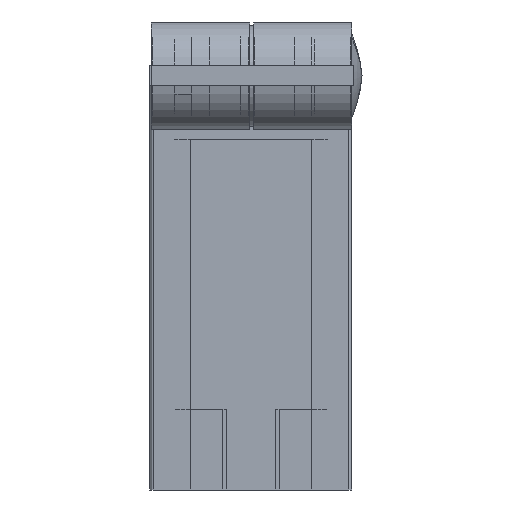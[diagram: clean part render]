
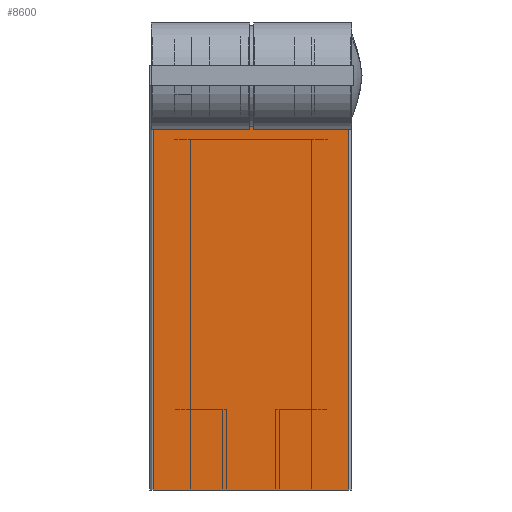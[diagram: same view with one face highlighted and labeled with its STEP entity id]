
A CAD part, left-side view. The second image highlights one B-rep face of the part: STEP entity #8600.
In plain terms, the highlighted planar face has unit normal (-1, 0, 0).
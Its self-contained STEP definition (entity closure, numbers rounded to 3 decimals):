
#13 = VERTEX_POINT ( 'NONE', #8988 ) ;
#588 = AXIS2_PLACEMENT_3D ( 'NONE', #6050, #6060, #6061 ) ;
#754 = EDGE_CURVE ( 'NONE', #6139, #6136, #11018, .T. ) ;
#1107 = DIRECTION ( 'NONE',  ( 0., 0., 1. ) ) ;
#1111 = CARTESIAN_POINT ( 'NONE',  ( -10., 0., -14.5 ) ) ;
#1113 = DIRECTION ( 'NONE',  ( 0., -1., 0. ) ) ;
#1115 = CARTESIAN_POINT ( 'NONE',  ( -10., 60., 14.5 ) ) ;
#1117 = DIRECTION ( 'NONE',  ( 0., 0., 1. ) ) ;
#1125 = CARTESIAN_POINT ( 'NONE',  ( -10., 60., -14.5 ) ) ;
#3721 = EDGE_CURVE ( 'NONE', #6139, #6141, #6226, .T. ) ;
#3722 = EDGE_CURVE ( 'NONE', #6141, #13, #6232, .T. ) ;
#3723 = EDGE_CURVE ( 'NONE', #6136, #13, #6234, .T. ) ;
#4788 = FACE_OUTER_BOUND ( 'NONE', #11285, .T. ) ;
#6050 = CARTESIAN_POINT ( 'NONE',  ( -10., 60., -14.5 ) ) ;
#6057 = PLANE ( 'NONE',  #588 ) ;
#6060 = DIRECTION ( 'NONE',  ( 1., 0., 0. ) ) ;
#6061 = DIRECTION ( 'NONE',  ( 0., 0., -1. ) ) ;
#6136 = VERTEX_POINT ( 'NONE', #12237 ) ;
#6139 = VERTEX_POINT ( 'NONE', #12240 ) ;
#6141 = VERTEX_POINT ( 'NONE', #12242 ) ;
#6226 = LINE ( 'NONE', #1125, #6233 ) ;
#6232 = LINE ( 'NONE', #1115, #6235 ) ;
#6233 = VECTOR ( 'NONE', #1117, 1000. ) ;
#6234 = LINE ( 'NONE', #1111, #6237 ) ;
#6235 = VECTOR ( 'NONE', #1113, 1000. ) ;
#6237 = VECTOR ( 'NONE', #1107, 1000. ) ;
#8600 = ADVANCED_FACE ( 'NONE', ( #4788 ), #6057, .F. ) ;
#8988 = CARTESIAN_POINT ( 'NONE',  ( -10., 0., 14.5 ) ) ;
#9001 = ORIENTED_EDGE ( 'NONE', *, *, #3723, .T. ) ;
#9015 = ORIENTED_EDGE ( 'NONE', *, *, #3721, .F. ) ;
#9035 = ORIENTED_EDGE ( 'NONE', *, *, #754, .T. ) ;
#9050 = ORIENTED_EDGE ( 'NONE', *, *, #3722, .F. ) ;
#9150 = CARTESIAN_POINT ( 'NONE',  ( -10., 60., -14.5 ) ) ;
#9151 = DIRECTION ( 'NONE',  ( 0., -1., 0. ) ) ;
#11018 = LINE ( 'NONE', #9150, #11022 ) ;
#11022 = VECTOR ( 'NONE', #9151, 1000. ) ;
#11285 = EDGE_LOOP ( 'NONE', ( #9001, #9050, #9015, #9035 ) ) ;
#12237 = CARTESIAN_POINT ( 'NONE',  ( -10., 0., -14.5 ) ) ;
#12240 = CARTESIAN_POINT ( 'NONE',  ( -10., 60., -14.5 ) ) ;
#12242 = CARTESIAN_POINT ( 'NONE',  ( -10., 60., 14.5 ) ) ;
